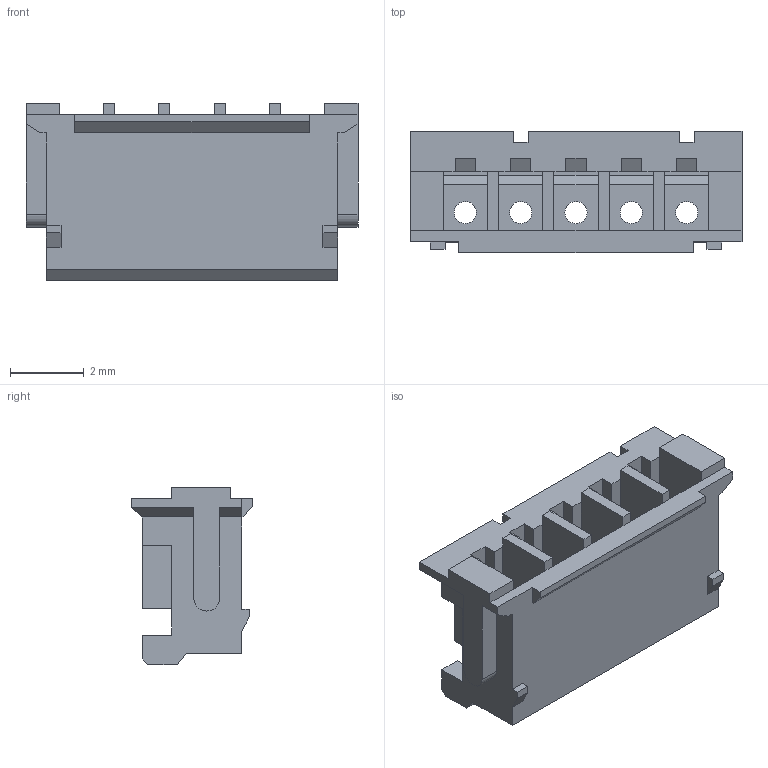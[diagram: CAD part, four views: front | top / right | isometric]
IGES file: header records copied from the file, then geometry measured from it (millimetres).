
Start section:  PTC IGES file: js-1173-05.igs
Global section: file name: js-1173-05.igs; native system: Creo Elements/Pro by Parametric Technology Corporation; preprocessor: 2013040; author: user; organization: Unknown; date: 20170628.104924; units: millimetre
Bounding box: 9 x 3.3 x 4.8 mm (x, y, z)
Surface area: 290.6 mm2 (no closed solid volume)
Topology: 0 solids, 0 shells, 190 faces, 1094 edges, 1094 vertices
Faces by surface type: bspline 178, revolution 12
